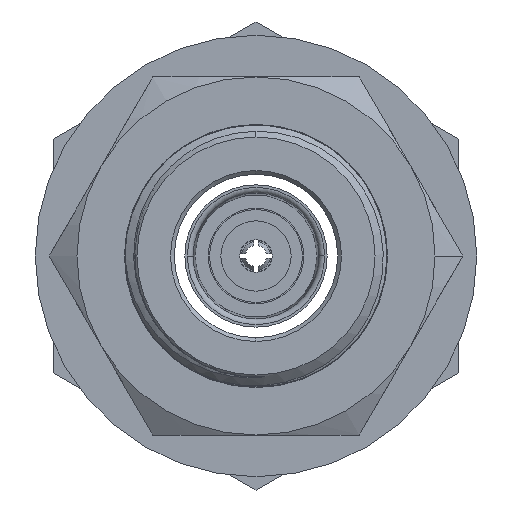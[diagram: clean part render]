
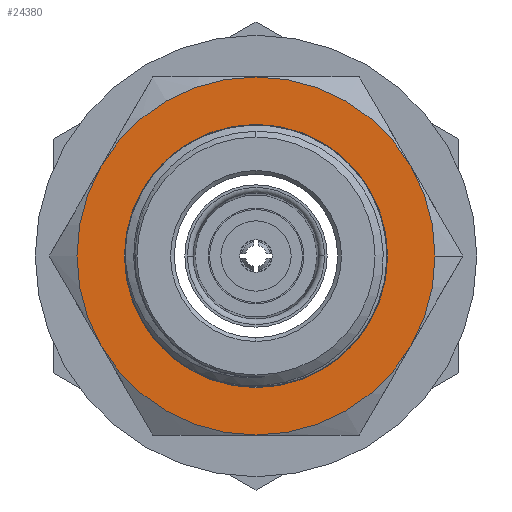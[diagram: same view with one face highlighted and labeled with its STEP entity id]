
A CAD part, left-side view. The second image highlights one B-rep face of the part: STEP entity #24380.
In plain terms, the highlighted planar face has unit normal (-1, 0, 0).
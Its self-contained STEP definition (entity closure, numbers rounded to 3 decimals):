
#23982=CARTESIAN_POINT('',(-17.422,0.,0.));
#23983=DIRECTION('',(1.,0.,0.));
#23984=DIRECTION('',(0.,0.,1.));
#23985=AXIS2_PLACEMENT_3D('',#23982,#23983,#23984);
#23987=CARTESIAN_POINT('',(-17.422,0.,0.));
#23988=DIRECTION('',(1.,0.,0.));
#23989=DIRECTION('',(0.,-0.866,0.5));
#23990=AXIS2_PLACEMENT_3D('',#23987,#23988,#23989);
#23992=CARTESIAN_POINT('',(-17.422,0.,0.));
#23993=DIRECTION('',(1.,0.,0.));
#23994=DIRECTION('',(0.,-1.,0.));
#23995=AXIS2_PLACEMENT_3D('',#23992,#23993,#23994);
#23997=CARTESIAN_POINT('',(-17.422,0.,0.));
#23998=DIRECTION('',(1.,0.,0.));
#23999=DIRECTION('',(0.,-0.866,-0.5));
#24000=AXIS2_PLACEMENT_3D('',#23997,#23998,#23999);
#24002=CARTESIAN_POINT('',(-17.422,0.,0.));
#24003=DIRECTION('',(-1.,0.,0.));
#24004=DIRECTION('',(0.,0.,1.));
#24005=AXIS2_PLACEMENT_3D('',#24002,#24003,#24004);
#24007=CARTESIAN_POINT('',(-17.422,0.,0.));
#24008=DIRECTION('',(-1.,0.,0.));
#24009=DIRECTION('',(0.,0.,-1.));
#24010=AXIS2_PLACEMENT_3D('',#24007,#24008,#24009);
#24012=CARTESIAN_POINT('',(-17.422,0.,0.));
#24013=DIRECTION('',(-1.,0.,0.));
#24014=DIRECTION('',(0.,0.866,-0.5));
#24015=AXIS2_PLACEMENT_3D('',#24012,#24013,#24014);
#24017=CARTESIAN_POINT('',(-17.422,0.,0.));
#24018=DIRECTION('',(-1.,0.,0.));
#24019=DIRECTION('',(0.,0.866,0.5));
#24020=AXIS2_PLACEMENT_3D('',#24017,#24018,#24019);
#24022=CARTESIAN_POINT('',(-17.422,0.,0.));
#24023=DIRECTION('',(-1.,0.,0.));
#24024=DIRECTION('',(0.,0.,1.));
#24025=AXIS2_PLACEMENT_3D('',#24022,#24023,#24024);
#24038=CARTESIAN_POINT('',(-17.422,-10.319,
-5.958));
#24078=CARTESIAN_POINT('',(-17.422,-10.319,
5.958));
#24118=CARTESIAN_POINT('',(-17.422,0.,11.915));
#24238=CARTESIAN_POINT('',(-17.422,0.,-11.915));
#24327=CARTESIAN_POINT('',(-17.422,-11.915,0.));
#24329=VERTEX_POINT('',#24327);
#24332=VERTEX_POINT('',#24118);
#24335=VERTEX_POINT('',#24238);
#24339=VERTEX_POINT('',#24078);
#24340=CARTESIAN_POINT('',(-17.422,10.319,5.957));
#24341=VERTEX_POINT('',#24340);
#24342=CARTESIAN_POINT('',(-17.422,10.319,-5.957));
#24343=VERTEX_POINT('',#24342);
#24344=VERTEX_POINT('',#24038);
#24349=CARTESIAN_POINT('',(-17.422,0.,-8.76));
#24350=CARTESIAN_POINT('',(-17.422,0.,8.76));
#24351=VERTEX_POINT('',#24349);
#24352=VERTEX_POINT('',#24350);
#24353=CARTESIAN_POINT('',(-17.422,0.,0.));
#24354=DIRECTION('',(1.,0.,0.));
#24355=DIRECTION('',(0.,0.,-1.));
#24356=AXIS2_PLACEMENT_3D('',#24353,#24354,#24355);
#24357=PLANE('',#24356);
#24359=ORIENTED_EDGE('',*,*,#24358,.F.);
#24361=ORIENTED_EDGE('',*,*,#24360,.T.);
#24363=ORIENTED_EDGE('',*,*,#24362,.T.);
#24365=ORIENTED_EDGE('',*,*,#24364,.T.);
#24367=ORIENTED_EDGE('',*,*,#24366,.T.);
#24369=ORIENTED_EDGE('',*,*,#24368,.F.);
#24371=ORIENTED_EDGE('',*,*,#24370,.F.);
#24372=EDGE_LOOP('',(#24359,#24361,#24363,#24365,#24367,#24369,#24371));
#24373=FACE_OUTER_BOUND('',#24372,.F.);
#24375=ORIENTED_EDGE('',*,*,#24374,.T.);
#24377=ORIENTED_EDGE('',*,*,#24376,.T.);
#24378=EDGE_LOOP('',(#24375,#24377));
#24379=FACE_BOUND('',#24378,.F.);
#23986=CIRCLE('',#23985,11.915);
#23991=CIRCLE('',#23990,11.915);
#23996=CIRCLE('',#23995,11.915);
#24001=CIRCLE('',#24000,11.915);
#24006=CIRCLE('',#24005,8.76);
#24011=CIRCLE('',#24010,8.76);
#24016=CIRCLE('',#24015,11.915);
#24021=CIRCLE('',#24020,11.915);
#24026=CIRCLE('',#24025,11.915);
#24358=EDGE_CURVE('',#24332,#24341,#24026,.T.);
#24360=EDGE_CURVE('',#24332,#24339,#23986,.T.);
#24362=EDGE_CURVE('',#24339,#24329,#23991,.T.);
#24364=EDGE_CURVE('',#24329,#24344,#23996,.T.);
#24366=EDGE_CURVE('',#24344,#24335,#24001,.T.);
#24368=EDGE_CURVE('',#24343,#24335,#24016,.T.);
#24370=EDGE_CURVE('',#24341,#24343,#24021,.T.);
#24374=EDGE_CURVE('',#24352,#24351,#24006,.T.);
#24376=EDGE_CURVE('',#24351,#24352,#24011,.T.);
#24380=ADVANCED_FACE('',(#24373,#24379),#24357,.F.);
